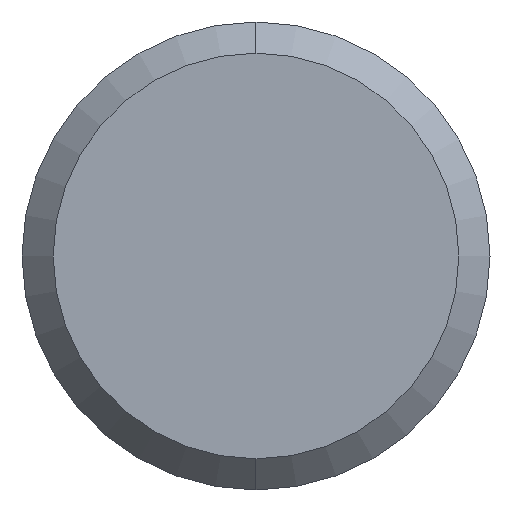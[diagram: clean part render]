
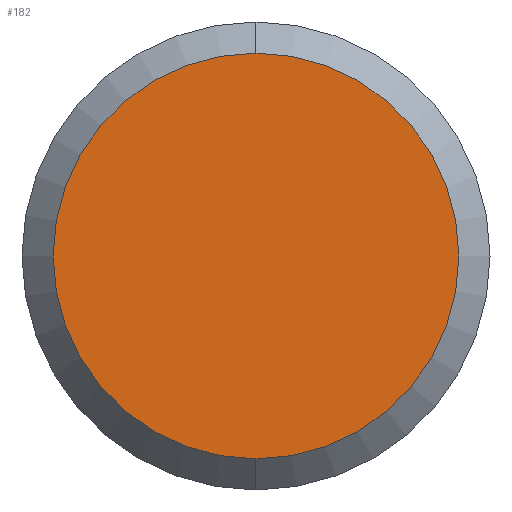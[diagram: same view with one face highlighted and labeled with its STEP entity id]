
A CAD part, left-side view. The second image highlights one B-rep face of the part: STEP entity #182.
In plain terms, the highlighted planar face has unit normal (-1, 0, 0).
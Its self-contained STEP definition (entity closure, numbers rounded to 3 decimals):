
#21 = PLANE ( 'NONE',  #22 ) ;
#22 = AXIS2_PLACEMENT_3D ( 'NONE', #144, #202, #216 ) ;
#30 = ORIENTED_EDGE ( 'NONE', *, *, #136, .T. ) ;
#36 = CARTESIAN_POINT ( 'NONE',  ( -4.5, 0., -0.65 ) ) ;
#45 = DIRECTION ( 'NONE',  ( 0., 0., -1. ) ) ;
#66 = CARTESIAN_POINT ( 'NONE',  ( -4.5, 0., 0. ) ) ;
#68 = DIRECTION ( 'NONE',  ( -1., 0., 0. ) ) ;
#77 = VERTEX_POINT ( 'NONE', #36 ) ;
#114 = CIRCLE ( 'NONE', #201, 0.65 ) ;
#122 = DIRECTION ( 'NONE',  ( 0., 0., -1. ) ) ;
#123 = DIRECTION ( 'NONE',  ( -1., 0., 0. ) ) ;
#126 = FACE_OUTER_BOUND ( 'NONE', #203, .T. ) ;
#128 = ORIENTED_EDGE ( 'NONE', *, *, #152, .T. ) ;
#136 = EDGE_CURVE ( 'NONE', #154, #77, #169, .T. ) ;
#144 = CARTESIAN_POINT ( 'NONE',  ( -4.5, 0., 0. ) ) ;
#152 = EDGE_CURVE ( 'NONE', #77, #154, #114, .T. ) ;
#154 = VERTEX_POINT ( 'NONE', #196 ) ;
#169 = CIRCLE ( 'NONE', #173, 0.65 ) ;
#173 = AXIS2_PLACEMENT_3D ( 'NONE', #210, #68, #45 ) ;
#182 = ADVANCED_FACE ( 'NONE', ( #126 ), #21, .F. ) ;
#196 = CARTESIAN_POINT ( 'NONE',  ( -4.5, 0., 0.65 ) ) ;
#201 = AXIS2_PLACEMENT_3D ( 'NONE', #66, #123, #122 ) ;
#202 = DIRECTION ( 'NONE',  ( 1., 0., 0. ) ) ;
#203 = EDGE_LOOP ( 'NONE', ( #128, #30 ) ) ;
#210 = CARTESIAN_POINT ( 'NONE',  ( -4.5, 0., 0. ) ) ;
#216 = DIRECTION ( 'NONE',  ( 0., 0., -1. ) ) ;
